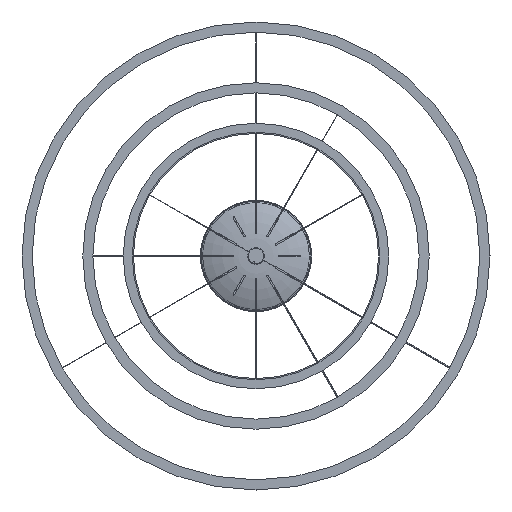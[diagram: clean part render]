
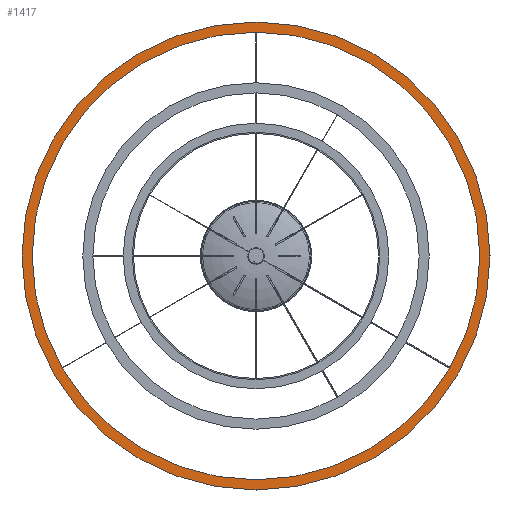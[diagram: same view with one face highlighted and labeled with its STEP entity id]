
A CAD part, front view. The second image highlights one B-rep face of the part: STEP entity #1417.
In plain terms, the highlighted planar face has unit normal (0, -1, 0).
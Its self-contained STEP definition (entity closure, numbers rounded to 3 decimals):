
#27 = PLANE ( 'NONE',  #422 ) ;
#271 = DIRECTION ( 'NONE',  ( -1., 0., 0. ) ) ;
#281 = DIRECTION ( 'NONE',  ( -1., 0., 0. ) ) ;
#330 = CARTESIAN_POINT ( 'NONE',  ( 577.5, -950., 0. ) ) ;
#422 = AXIS2_PLACEMENT_3D ( 'NONE', #7345, #9676, #640 ) ;
#631 = VERTEX_POINT ( 'NONE', #690 ) ;
#640 = DIRECTION ( 'NONE',  ( -1., 0., 0. ) ) ;
#690 = CARTESIAN_POINT ( 'NONE',  ( -577.5, -950., 0. ) ) ;
#804 = ORIENTED_EDGE ( 'NONE', *, *, #4085, .F. ) ;
#1069 = AXIS2_PLACEMENT_3D ( 'NONE', #1346, #2766, #7222 ) ;
#1259 = AXIS2_PLACEMENT_3D ( 'NONE', #6813, #7741, #281 ) ;
#1346 = CARTESIAN_POINT ( 'NONE',  ( 0., -950., 0. ) ) ;
#1417 = ADVANCED_FACE ( 'NONE', ( #2933, #3713 ), #27, .F. ) ;
#1794 = DIRECTION ( 'NONE',  ( 0., 1., 0. ) ) ;
#1850 = EDGE_CURVE ( 'NONE', #9267, #8356, #6074, .T. ) ;
#1904 = CARTESIAN_POINT ( 'NONE',  ( 552.5, -950., 0. ) ) ;
#2273 = DIRECTION ( 'NONE',  ( 0., 1., 0. ) ) ;
#2695 = CARTESIAN_POINT ( 'NONE',  ( -552.5, -950., 0. ) ) ;
#2766 = DIRECTION ( 'NONE',  ( 0., 1., 0. ) ) ;
#2933 = FACE_OUTER_BOUND ( 'NONE', #6879, .T. ) ;
#3193 = EDGE_LOOP ( 'NONE', ( #5574, #7696 ) ) ;
#3699 = DIRECTION ( 'NONE',  ( -1., 0., 0. ) ) ;
#3713 = FACE_BOUND ( 'NONE', #3193, .T. ) ;
#3851 = CARTESIAN_POINT ( 'NONE',  ( 0., -950., 0. ) ) ;
#4085 = EDGE_CURVE ( 'NONE', #5815, #631, #5475, .T. ) ;
#4444 = CARTESIAN_POINT ( 'NONE',  ( 0., -950., 0. ) ) ;
#5016 = ORIENTED_EDGE ( 'NONE', *, *, #5819, .F. ) ;
#5475 = CIRCLE ( 'NONE', #5626, 577.5 ) ;
#5539 = CIRCLE ( 'NONE', #9420, 552.5 ) ;
#5574 = ORIENTED_EDGE ( 'NONE', *, *, #7271, .T. ) ;
#5626 = AXIS2_PLACEMENT_3D ( 'NONE', #4444, #2273, #3699 ) ;
#5815 = VERTEX_POINT ( 'NONE', #330 ) ;
#5819 = EDGE_CURVE ( 'NONE', #631, #5815, #8135, .T. ) ;
#6074 = CIRCLE ( 'NONE', #1069, 552.5 ) ;
#6813 = CARTESIAN_POINT ( 'NONE',  ( 0., -950., 0. ) ) ;
#6879 = EDGE_LOOP ( 'NONE', ( #5016, #804 ) ) ;
#7222 = DIRECTION ( 'NONE',  ( -1., 0., 0. ) ) ;
#7271 = EDGE_CURVE ( 'NONE', #8356, #9267, #5539, .T. ) ;
#7345 = CARTESIAN_POINT ( 'NONE',  ( 552.5, -950., 0. ) ) ;
#7696 = ORIENTED_EDGE ( 'NONE', *, *, #1850, .T. ) ;
#7741 = DIRECTION ( 'NONE',  ( 0., 1., 0. ) ) ;
#8135 = CIRCLE ( 'NONE', #1259, 577.5 ) ;
#8356 = VERTEX_POINT ( 'NONE', #2695 ) ;
#9267 = VERTEX_POINT ( 'NONE', #1904 ) ;
#9420 = AXIS2_PLACEMENT_3D ( 'NONE', #3851, #1794, #271 ) ;
#9676 = DIRECTION ( 'NONE',  ( 0., 1., 0. ) ) ;
